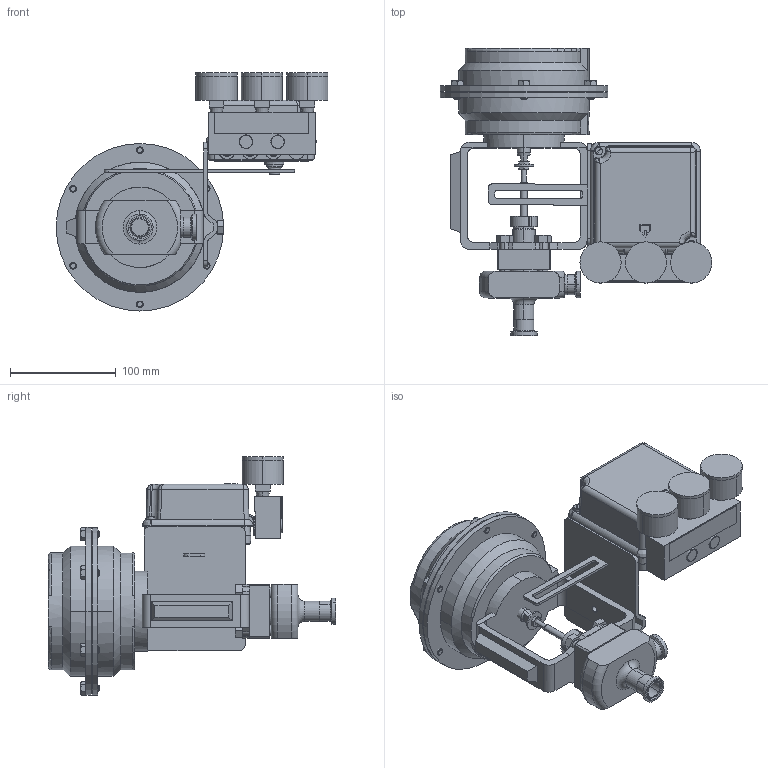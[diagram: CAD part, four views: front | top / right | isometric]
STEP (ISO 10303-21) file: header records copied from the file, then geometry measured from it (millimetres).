
FILE_DESCRIPTION (( 'STEP AP203' ), '1' );
FILE_NAME ('978SP-075-LF-14M-16PP.STEP', '2017-06-14T19:51:04', ( '' ), ( '' ), 'SwSTEP 2.0', 'SolidWorks 2014', '' );
FILE_SCHEMA (( 'CONFIG_CONTROL_DESIGN' ));
Products named in the file (2): 978SP-075-LF-14M-16PP
Bounding box: 257.48 x 272.11 x 225.72 mm (x, y, z)
Volume: 2065719.1 mm3; surface area: 449812.3 mm2
Topology: 60 solids, 60 shells, 2185 faces, 5417 edges, 3361 vertices
Faces by surface type: plane 747, cylinder 558, cone 535, bspline 313, torus 32
Entity records: 86596 total; most frequent: CARTESIAN_POINT 37261, ORIENTED_EDGE 10734, DIRECTION 9633, EDGE_CURVE 5367, AXIS2_PLACEMENT_3D 3686, VERTEX_POINT 3360, EDGE_LOOP 2327, LINE 2261
